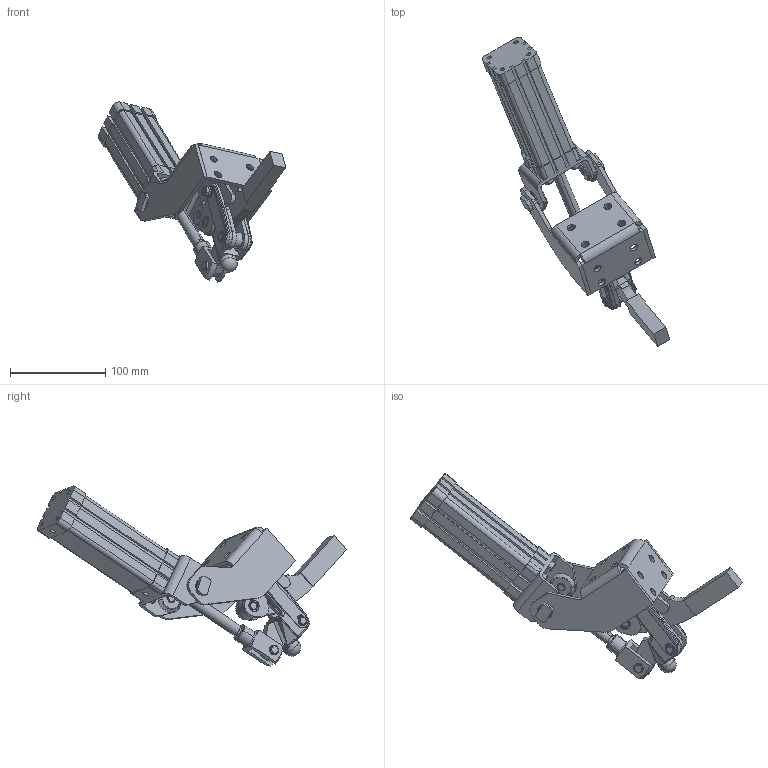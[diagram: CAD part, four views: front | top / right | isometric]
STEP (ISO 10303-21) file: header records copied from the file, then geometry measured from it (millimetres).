
FILE_DESCRIPTION((''),'2;1');
FILE_NAME('773.L.stp','2005-09-28T13:23:00',('CAD'),(''),'Autodesk Inventor 8','Autodesk Inventor 8','');
FILE_SCHEMA(('AUTOMOTIVE_DESIGN { 1 0 10303 214 1 1 1 1 }'));
Length unit declared in the file: millimetre
Products named in the file (1): Part1
Bounding box: 196.7 x 324.11 x 188.8 mm (x, y, z)
Volume: 522724.6 mm3; surface area: 145531.9 mm2
Topology: 1 solids, 21 shells, 2876 faces, 7970 edges, 5117 vertices
Faces by surface type: plane 1636, cylinder 808, bspline 229, cone 178, torus 20, sphere 5
Entity records: 93737 total; most frequent: CARTESIAN_POINT 23792, ORIENTED_EDGE 15880, DIRECTION 14105, EDGE_CURVE 7940, AXIS2_PLACEMENT_3D 5181, VERTEX_POINT 5115, VECTOR 3743, LINE 3743
